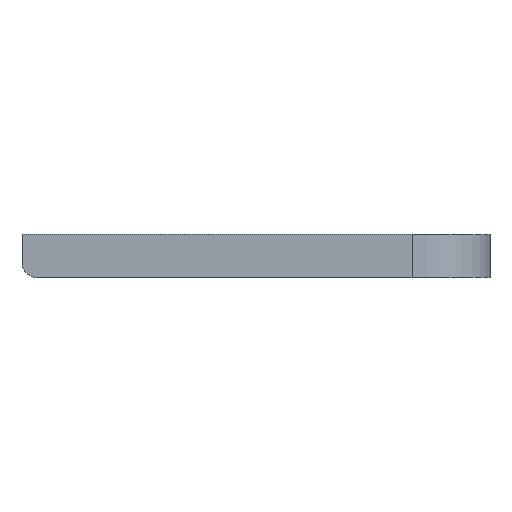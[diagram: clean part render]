
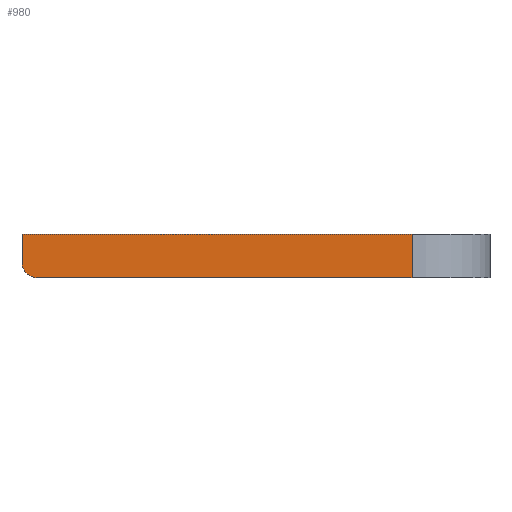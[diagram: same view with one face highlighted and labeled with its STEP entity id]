
A CAD part, front view. The second image highlights one B-rep face of the part: STEP entity #980.
In plain terms, the highlighted planar face has unit normal (0, -1, 0).
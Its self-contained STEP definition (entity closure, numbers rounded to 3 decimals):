
#23 = EDGE_CURVE ( 'NONE', #528, #427, #603, .T. ) ;
#72 = CARTESIAN_POINT ( 'NONE',  ( 125., -50., 14. ) ) ;
#116 = PLANE ( 'NONE',  #1612 ) ;
#130 = VERTEX_POINT ( 'NONE', #924 ) ;
#157 = CARTESIAN_POINT ( 'NONE',  ( 5., -50., 0. ) ) ;
#165 = ORIENTED_EDGE ( 'NONE', *, *, #562, .F. ) ;
#212 = FACE_OUTER_BOUND ( 'NONE', #1093, .T. ) ;
#278 = DIRECTION ( 'NONE',  ( -1., 0., 0. ) ) ;
#305 = CIRCLE ( 'NONE', #366, 5. ) ;
#328 = DIRECTION ( 'NONE',  ( 0., 0., -1. ) ) ;
#329 = CARTESIAN_POINT ( 'NONE',  ( 5., -50., 5. ) ) ;
#366 = AXIS2_PLACEMENT_3D ( 'NONE', #329, #456, #870 ) ;
#401 = VECTOR ( 'NONE', #941, 1000. ) ;
#427 = VERTEX_POINT ( 'NONE', #1616 ) ;
#456 = DIRECTION ( 'NONE',  ( 0., -1., 0. ) ) ;
#494 = ORIENTED_EDGE ( 'NONE', *, *, #1324, .T. ) ;
#528 = VERTEX_POINT ( 'NONE', #565 ) ;
#560 = VECTOR ( 'NONE', #1042, 1000. ) ;
#562 = EDGE_CURVE ( 'NONE', #130, #1316, #1040, .T. ) ;
#565 = CARTESIAN_POINT ( 'NONE',  ( 0., -50., 14. ) ) ;
#602 = VECTOR ( 'NONE', #328, 1000. ) ;
#603 = LINE ( 'NONE', #915, #560 ) ;
#693 = VECTOR ( 'NONE', #278, 1000. ) ;
#831 = EDGE_CURVE ( 'NONE', #882, #130, #1236, .T. ) ;
#870 = DIRECTION ( 'NONE',  ( 0., 0., -1. ) ) ;
#875 = ORIENTED_EDGE ( 'NONE', *, *, #23, .T. ) ;
#882 = VERTEX_POINT ( 'NONE', #1322 ) ;
#915 = CARTESIAN_POINT ( 'NONE',  ( 0., -50., 14. ) ) ;
#924 = CARTESIAN_POINT ( 'NONE',  ( 125., -50., 0. ) ) ;
#941 = DIRECTION ( 'NONE',  ( -1., 0., 0. ) ) ;
#980 = ADVANCED_FACE ( 'NONE', ( #212 ), #116, .T. ) ;
#999 = DIRECTION ( 'NONE',  ( 0., -1., 0. ) ) ;
#1005 = LINE ( 'NONE', #1286, #693 ) ;
#1040 = LINE ( 'NONE', #1573, #401 ) ;
#1042 = DIRECTION ( 'NONE',  ( 0., 0., -1. ) ) ;
#1093 = EDGE_LOOP ( 'NONE', ( #875, #494, #165, #1501, #1589 ) ) ;
#1236 = LINE ( 'NONE', #72, #602 ) ;
#1286 = CARTESIAN_POINT ( 'NONE',  ( 125., -50., 14. ) ) ;
#1316 = VERTEX_POINT ( 'NONE', #157 ) ;
#1322 = CARTESIAN_POINT ( 'NONE',  ( 125., -50., 14. ) ) ;
#1324 = EDGE_CURVE ( 'NONE', #427, #1316, #305, .T. ) ;
#1365 = CARTESIAN_POINT ( 'NONE',  ( 125., -50., 14. ) ) ;
#1501 = ORIENTED_EDGE ( 'NONE', *, *, #831, .F. ) ;
#1527 = EDGE_CURVE ( 'NONE', #882, #528, #1005, .T. ) ;
#1573 = CARTESIAN_POINT ( 'NONE',  ( 125., -50., 0. ) ) ;
#1589 = ORIENTED_EDGE ( 'NONE', *, *, #1527, .T. ) ;
#1609 = DIRECTION ( 'NONE',  ( 0., 0., -1. ) ) ;
#1612 = AXIS2_PLACEMENT_3D ( 'NONE', #1365, #999, #1609 ) ;
#1616 = CARTESIAN_POINT ( 'NONE',  ( 0., -50., 5. ) ) ;
